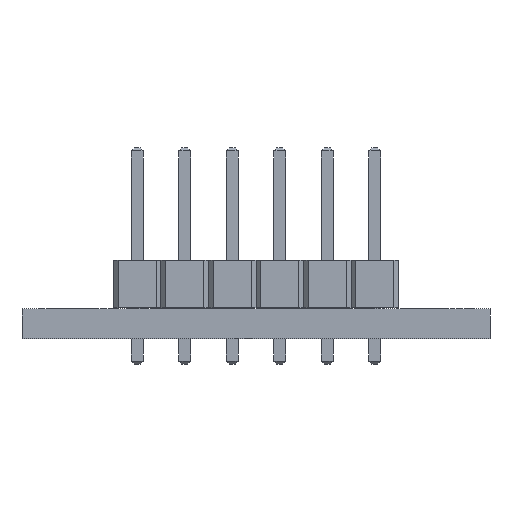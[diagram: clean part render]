
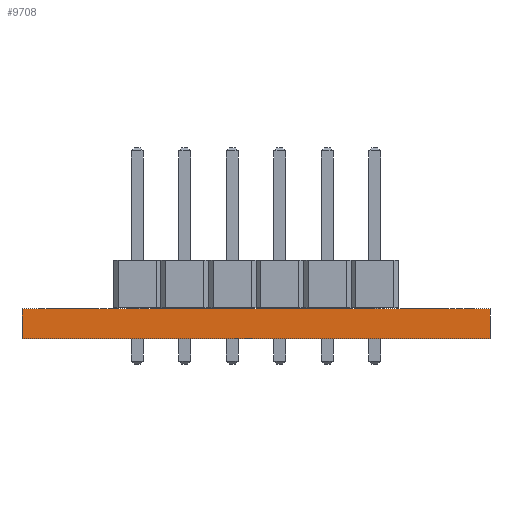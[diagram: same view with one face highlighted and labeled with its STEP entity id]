
A CAD part, front view. The second image highlights one B-rep face of the part: STEP entity #9708.
In plain terms, the highlighted planar face has unit normal (0, -1, 0).
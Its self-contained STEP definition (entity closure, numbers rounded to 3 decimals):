
#9527 = PLANE('',#9528);
#9528 = AXIS2_PLACEMENT_3D('',#9529,#9530,#9531);
#9529 = CARTESIAN_POINT('',(-12.5,14.,0.));
#9530 = DIRECTION('',(1.,0.,-0.));
#9531 = DIRECTION('',(0.,-1.,0.));
#9552 = VERTEX_POINT('',#9553);
#9553 = CARTESIAN_POINT('',(-12.5,-14.,1.6));
#9567 = PLANE('',#9568);
#9568 = AXIS2_PLACEMENT_3D('',#9569,#9570,#9571);
#9569 = CARTESIAN_POINT('',(0.,0.,1.6));
#9570 = DIRECTION('',(0.,0.,1.));
#9571 = DIRECTION('',(1.,0.,-0.));
#9579 = EDGE_CURVE('',#9580,#9552,#9582,.T.);
#9580 = VERTEX_POINT('',#9581);
#9581 = CARTESIAN_POINT('',(-12.5,-14.,0.));
#9582 = SURFACE_CURVE('',#9583,(#9587,#9594),.PCURVE_S1.);
#9583 = LINE('',#9584,#9585);
#9584 = CARTESIAN_POINT('',(-12.5,-14.,0.));
#9585 = VECTOR('',#9586,1.);
#9586 = DIRECTION('',(0.,0.,1.));
#9587 = PCURVE('',#9527,#9588);
#9588 = DEFINITIONAL_REPRESENTATION('',(#9589),#9593);
#9589 = LINE('',#9590,#9591);
#9590 = CARTESIAN_POINT('',(28.,0.));
#9591 = VECTOR('',#9592,1.);
#9592 = DIRECTION('',(0.,-1.));
#9593 = ( GEOMETRIC_REPRESENTATION_CONTEXT(2) 
PARAMETRIC_REPRESENTATION_CONTEXT() REPRESENTATION_CONTEXT('2D SPACE',''
  ) );
#9594 = PCURVE('',#9595,#9600);
#9595 = PLANE('',#9596);
#9596 = AXIS2_PLACEMENT_3D('',#9597,#9598,#9599);
#9597 = CARTESIAN_POINT('',(-12.5,-14.,0.));
#9598 = DIRECTION('',(0.,1.,0.));
#9599 = DIRECTION('',(1.,0.,0.));
#9600 = DEFINITIONAL_REPRESENTATION('',(#9601),#9605);
#9601 = LINE('',#9602,#9603);
#9602 = CARTESIAN_POINT('',(0.,0.));
#9603 = VECTOR('',#9604,1.);
#9604 = DIRECTION('',(0.,-1.));
#9605 = ( GEOMETRIC_REPRESENTATION_CONTEXT(2) 
PARAMETRIC_REPRESENTATION_CONTEXT() REPRESENTATION_CONTEXT('2D SPACE',''
  ) );
#9621 = PLANE('',#9622);
#9622 = AXIS2_PLACEMENT_3D('',#9623,#9624,#9625);
#9623 = CARTESIAN_POINT('',(0.,0.,0.));
#9624 = DIRECTION('',(0.,0.,1.));
#9625 = DIRECTION('',(1.,0.,-0.));
#9654 = PLANE('',#9655);
#9655 = AXIS2_PLACEMENT_3D('',#9656,#9657,#9658);
#9656 = CARTESIAN_POINT('',(12.5,-14.,0.));
#9657 = DIRECTION('',(-1.,0.,0.));
#9658 = DIRECTION('',(0.,1.,0.));
#9708 = ADVANCED_FACE('',(#9709),#9595,.F.);
#9709 = FACE_BOUND('',#9710,.F.);
#9710 = EDGE_LOOP('',(#9711,#9712,#9735,#9758));
#9711 = ORIENTED_EDGE('',*,*,#9579,.T.);
#9712 = ORIENTED_EDGE('',*,*,#9713,.T.);
#9713 = EDGE_CURVE('',#9552,#9714,#9716,.T.);
#9714 = VERTEX_POINT('',#9715);
#9715 = CARTESIAN_POINT('',(12.5,-14.,1.6));
#9716 = SURFACE_CURVE('',#9717,(#9721,#9728),.PCURVE_S1.);
#9717 = LINE('',#9718,#9719);
#9718 = CARTESIAN_POINT('',(-12.5,-14.,1.6));
#9719 = VECTOR('',#9720,1.);
#9720 = DIRECTION('',(1.,0.,0.));
#9721 = PCURVE('',#9595,#9722);
#9722 = DEFINITIONAL_REPRESENTATION('',(#9723),#9727);
#9723 = LINE('',#9724,#9725);
#9724 = CARTESIAN_POINT('',(0.,-1.6));
#9725 = VECTOR('',#9726,1.);
#9726 = DIRECTION('',(1.,0.));
#9727 = ( GEOMETRIC_REPRESENTATION_CONTEXT(2) 
PARAMETRIC_REPRESENTATION_CONTEXT() REPRESENTATION_CONTEXT('2D SPACE',''
  ) );
#9728 = PCURVE('',#9567,#9729);
#9729 = DEFINITIONAL_REPRESENTATION('',(#9730),#9734);
#9730 = LINE('',#9731,#9732);
#9731 = CARTESIAN_POINT('',(-12.5,-14.));
#9732 = VECTOR('',#9733,1.);
#9733 = DIRECTION('',(1.,0.));
#9734 = ( GEOMETRIC_REPRESENTATION_CONTEXT(2) 
PARAMETRIC_REPRESENTATION_CONTEXT() REPRESENTATION_CONTEXT('2D SPACE',''
  ) );
#9735 = ORIENTED_EDGE('',*,*,#9736,.F.);
#9736 = EDGE_CURVE('',#9737,#9714,#9739,.T.);
#9737 = VERTEX_POINT('',#9738);
#9738 = CARTESIAN_POINT('',(12.5,-14.,0.));
#9739 = SURFACE_CURVE('',#9740,(#9744,#9751),.PCURVE_S1.);
#9740 = LINE('',#9741,#9742);
#9741 = CARTESIAN_POINT('',(12.5,-14.,0.));
#9742 = VECTOR('',#9743,1.);
#9743 = DIRECTION('',(0.,0.,1.));
#9744 = PCURVE('',#9595,#9745);
#9745 = DEFINITIONAL_REPRESENTATION('',(#9746),#9750);
#9746 = LINE('',#9747,#9748);
#9747 = CARTESIAN_POINT('',(25.,0.));
#9748 = VECTOR('',#9749,1.);
#9749 = DIRECTION('',(0.,-1.));
#9750 = ( GEOMETRIC_REPRESENTATION_CONTEXT(2) 
PARAMETRIC_REPRESENTATION_CONTEXT() REPRESENTATION_CONTEXT('2D SPACE',''
  ) );
#9751 = PCURVE('',#9654,#9752);
#9752 = DEFINITIONAL_REPRESENTATION('',(#9753),#9757);
#9753 = LINE('',#9754,#9755);
#9754 = CARTESIAN_POINT('',(0.,0.));
#9755 = VECTOR('',#9756,1.);
#9756 = DIRECTION('',(0.,-1.));
#9757 = ( GEOMETRIC_REPRESENTATION_CONTEXT(2) 
PARAMETRIC_REPRESENTATION_CONTEXT() REPRESENTATION_CONTEXT('2D SPACE',''
  ) );
#9758 = ORIENTED_EDGE('',*,*,#9759,.F.);
#9759 = EDGE_CURVE('',#9580,#9737,#9760,.T.);
#9760 = SURFACE_CURVE('',#9761,(#9765,#9772),.PCURVE_S1.);
#9761 = LINE('',#9762,#9763);
#9762 = CARTESIAN_POINT('',(-12.5,-14.,0.));
#9763 = VECTOR('',#9764,1.);
#9764 = DIRECTION('',(1.,0.,0.));
#9765 = PCURVE('',#9595,#9766);
#9766 = DEFINITIONAL_REPRESENTATION('',(#9767),#9771);
#9767 = LINE('',#9768,#9769);
#9768 = CARTESIAN_POINT('',(0.,0.));
#9769 = VECTOR('',#9770,1.);
#9770 = DIRECTION('',(1.,0.));
#9771 = ( GEOMETRIC_REPRESENTATION_CONTEXT(2) 
PARAMETRIC_REPRESENTATION_CONTEXT() REPRESENTATION_CONTEXT('2D SPACE',''
  ) );
#9772 = PCURVE('',#9621,#9773);
#9773 = DEFINITIONAL_REPRESENTATION('',(#9774),#9778);
#9774 = LINE('',#9775,#9776);
#9775 = CARTESIAN_POINT('',(-12.5,-14.));
#9776 = VECTOR('',#9777,1.);
#9777 = DIRECTION('',(1.,0.));
#9778 = ( GEOMETRIC_REPRESENTATION_CONTEXT(2) 
PARAMETRIC_REPRESENTATION_CONTEXT() REPRESENTATION_CONTEXT('2D SPACE',''
  ) );
